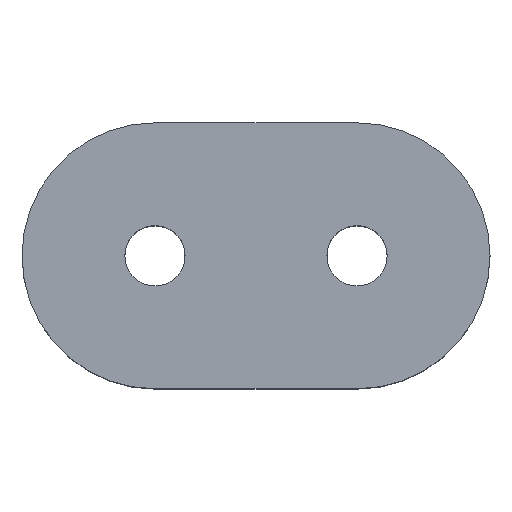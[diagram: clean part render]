
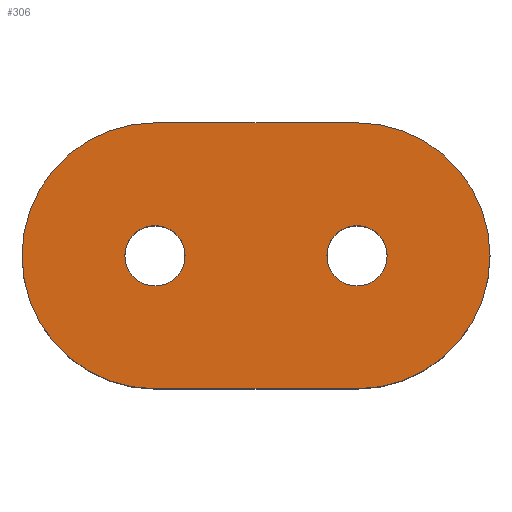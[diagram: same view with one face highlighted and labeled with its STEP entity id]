
A CAD part, top view. The second image highlights one B-rep face of the part: STEP entity #306.
In plain terms, the highlighted planar face has unit normal (0, 0, 1).
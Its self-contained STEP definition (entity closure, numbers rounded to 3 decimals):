
#12 = CARTESIAN_POINT ( 'NONE',  ( -44.988, 24.048, 6.6 ) ) ;
#25 = CARTESIAN_POINT ( 'NONE',  ( -46.688, 24.048, 6.6 ) ) ;
#29 = EDGE_LOOP ( 'NONE', ( #445, #314 ) ) ;
#30 = DIRECTION ( 'NONE',  ( 1., 0., 0. ) ) ;
#36 = CARTESIAN_POINT ( 'NONE',  ( -45.838, 24.048, 6.6 ) ) ;
#49 = EDGE_CURVE ( 'NONE', #431, #510, #298, .T. ) ;
#52 = VERTEX_POINT ( 'NONE', #527 ) ;
#54 = DIRECTION ( 'NONE',  ( 0., 0., 1. ) ) ;
#55 = DIRECTION ( 'NONE',  ( 1., 0., 0. ) ) ;
#56 = AXIS2_PLACEMENT_3D ( 'NONE', #36, #108, #366 ) ;
#59 = VECTOR ( 'NONE', #219, 1000. ) ;
#62 = VERTEX_POINT ( 'NONE', #290 ) ;
#64 = ORIENTED_EDGE ( 'NONE', *, *, #364, .T. ) ;
#65 = DIRECTION ( 'NONE',  ( 1., 0., 0. ) ) ;
#83 = EDGE_CURVE ( 'NONE', #360, #312, #368, .T. ) ;
#94 = EDGE_LOOP ( 'NONE', ( #99, #240 ) ) ;
#98 = FACE_BOUND ( 'NONE', #94, .T. ) ;
#99 = ORIENTED_EDGE ( 'NONE', *, *, #539, .F. ) ;
#100 = DIRECTION ( 'NONE',  ( 0., 0., 1. ) ) ;
#101 = EDGE_CURVE ( 'NONE', #479, #62, #338, .T. ) ;
#106 = AXIS2_PLACEMENT_3D ( 'NONE', #139, #54, #65 ) ;
#107 = FACE_BOUND ( 'NONE', #29, .T. ) ;
#108 = DIRECTION ( 'NONE',  ( 0., 0., 1. ) ) ;
#125 = DIRECTION ( 'NONE',  ( 1., 0., 0. ) ) ;
#139 = CARTESIAN_POINT ( 'NONE',  ( -40.138, 24.048, 6.6 ) ) ;
#148 = PLANE ( 'NONE',  #239 ) ;
#151 = LINE ( 'NONE', #487, #348 ) ;
#176 = CARTESIAN_POINT ( 'NONE',  ( -45.838, 24.048, 6.6 ) ) ;
#185 = AXIS2_PLACEMENT_3D ( 'NONE', #202, #100, #245 ) ;
#186 = AXIS2_PLACEMENT_3D ( 'NONE', #241, #432, #30 ) ;
#196 = AXIS2_PLACEMENT_3D ( 'NONE', #449, #413, #247 ) ;
#202 = CARTESIAN_POINT ( 'NONE',  ( -45.838, 24.048, 6.6 ) ) ;
#205 = CARTESIAN_POINT ( 'NONE',  ( -40.138, 24.048, 6.6 ) ) ;
#213 = CARTESIAN_POINT ( 'NONE',  ( -49.588, 24.048, 6.6 ) ) ;
#219 = DIRECTION ( 'NONE',  ( 1., 0., 0. ) ) ;
#239 = AXIS2_PLACEMENT_3D ( 'NONE', #473, #433, #125 ) ;
#240 = ORIENTED_EDGE ( 'NONE', *, *, #83, .F. ) ;
#241 = CARTESIAN_POINT ( 'NONE',  ( -45.838, 24.048, 6.6 ) ) ;
#245 = DIRECTION ( 'NONE',  ( 1., 0., 0. ) ) ;
#247 = DIRECTION ( 'NONE',  ( 1., 0., 0. ) ) ;
#256 = DIRECTION ( 'NONE',  ( 0., 0., 1. ) ) ;
#265 = AXIS2_PLACEMENT_3D ( 'NONE', #205, #256, #55 ) ;
#266 = CARTESIAN_POINT ( 'NONE',  ( -40.988, 24.048, 6.6 ) ) ;
#272 = LINE ( 'NONE', #334, #59 ) ;
#290 = CARTESIAN_POINT ( 'NONE',  ( -45.838, 20.298, 6.6 ) ) ;
#298 = CIRCLE ( 'NONE', #56, 0.85 ) ;
#301 = EDGE_CURVE ( 'NONE', #525, #52, #151, .T. ) ;
#306 = ADVANCED_FACE ( 'NONE', ( #98, #107, #362 ), #148, .T. ) ;
#308 = CARTESIAN_POINT ( 'NONE',  ( -39.288, 24.048, 6.6 ) ) ;
#312 = VERTEX_POINT ( 'NONE', #266 ) ;
#314 = ORIENTED_EDGE ( 'NONE', *, *, #49, .F. ) ;
#334 = CARTESIAN_POINT ( 'NONE',  ( -45.838, 20.298, 6.6 ) ) ;
#338 = CIRCLE ( 'NONE', #185, 3.75 ) ;
#339 = AXIS2_PLACEMENT_3D ( 'NONE', #176, #430, #472 ) ;
#340 = CIRCLE ( 'NONE', #106, 0.85 ) ;
#341 = ORIENTED_EDGE ( 'NONE', *, *, #301, .F. ) ;
#348 = VECTOR ( 'NONE', #535, 1000. ) ;
#353 = CARTESIAN_POINT ( 'NONE',  ( -45.838, 27.798, 6.6 ) ) ;
#355 = ORIENTED_EDGE ( 'NONE', *, *, #385, .T. ) ;
#360 = VERTEX_POINT ( 'NONE', #308 ) ;
#362 = FACE_OUTER_BOUND ( 'NONE', #419, .T. ) ;
#364 = EDGE_CURVE ( 'NONE', #401, #52, #537, .T. ) ;
#366 = DIRECTION ( 'NONE',  ( 1., 0., 0. ) ) ;
#368 = CIRCLE ( 'NONE', #196, 0.85 ) ;
#385 = EDGE_CURVE ( 'NONE', #62, #401, #272, .T. ) ;
#401 = VERTEX_POINT ( 'NONE', #509 ) ;
#413 = DIRECTION ( 'NONE',  ( 0., 0., 1. ) ) ;
#419 = EDGE_LOOP ( 'NONE', ( #441, #513, #355, #64, #341 ) ) ;
#430 = DIRECTION ( 'NONE',  ( 0., 0., 1. ) ) ;
#431 = VERTEX_POINT ( 'NONE', #12 ) ;
#432 = DIRECTION ( 'NONE',  ( 0., 0., 1. ) ) ;
#433 = DIRECTION ( 'NONE',  ( 0., 0., 1. ) ) ;
#434 = EDGE_CURVE ( 'NONE', #525, #479, #500, .T. ) ;
#441 = ORIENTED_EDGE ( 'NONE', *, *, #434, .T. ) ;
#445 = ORIENTED_EDGE ( 'NONE', *, *, #521, .F. ) ;
#449 = CARTESIAN_POINT ( 'NONE',  ( -40.138, 24.048, 6.6 ) ) ;
#472 = DIRECTION ( 'NONE',  ( 1., 0., 0. ) ) ;
#473 = CARTESIAN_POINT ( 'NONE',  ( -45.838, 24.048, 6.6 ) ) ;
#479 = VERTEX_POINT ( 'NONE', #213 ) ;
#487 = CARTESIAN_POINT ( 'NONE',  ( -45.838, 27.798, 6.6 ) ) ;
#500 = CIRCLE ( 'NONE', #339, 3.75 ) ;
#507 = CIRCLE ( 'NONE', #186, 0.85 ) ;
#509 = CARTESIAN_POINT ( 'NONE',  ( -40.138, 20.298, 6.6 ) ) ;
#510 = VERTEX_POINT ( 'NONE', #25 ) ;
#513 = ORIENTED_EDGE ( 'NONE', *, *, #101, .T. ) ;
#521 = EDGE_CURVE ( 'NONE', #510, #431, #507, .T. ) ;
#525 = VERTEX_POINT ( 'NONE', #353 ) ;
#527 = CARTESIAN_POINT ( 'NONE',  ( -40.138, 27.798, 6.6 ) ) ;
#535 = DIRECTION ( 'NONE',  ( 1., 0., 0. ) ) ;
#537 = CIRCLE ( 'NONE', #265, 3.75 ) ;
#539 = EDGE_CURVE ( 'NONE', #312, #360, #340, .T. ) ;
